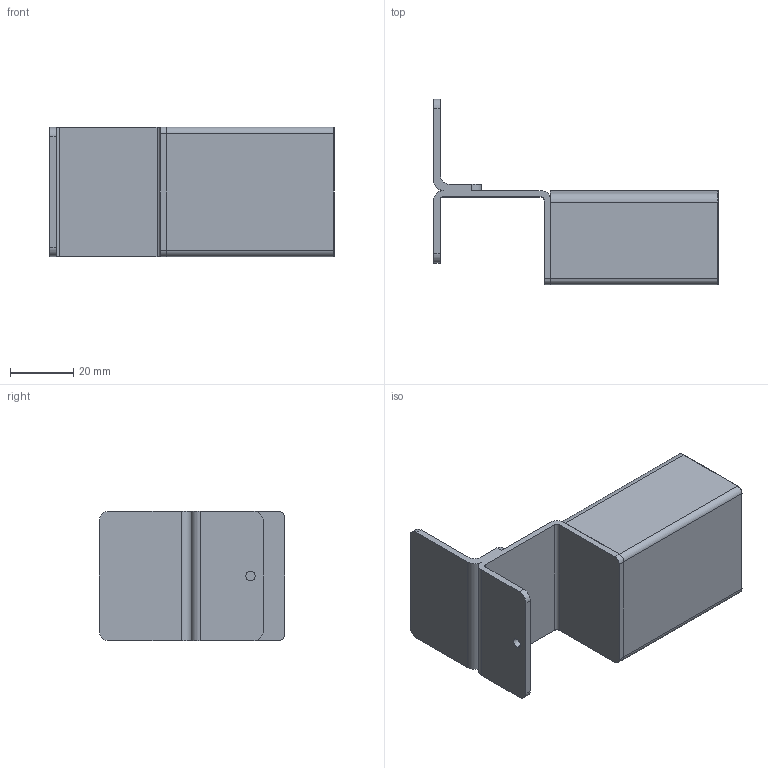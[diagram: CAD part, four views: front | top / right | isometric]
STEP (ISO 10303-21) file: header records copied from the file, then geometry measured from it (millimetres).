
FILE_DESCRIPTION (( 'STEP AP203' ), '1' );
FILE_NAME ('AL-FH-2033J Êðîíøòåéí äëÿ ñòàëüíîé íàïðàâëÿþùåé òèï J.STEP', '2025-03-21T08:53:38', ( '' ), ( '' ), 'SwSTEP 2.0', 'SolidWorks 2021', '' );
FILE_SCHEMA (( 'CONFIG_CONTROL_DESIGN' ));
Length unit declared in the file: millimetre
Products named in the file (1): AL-FH-2033J Êðîíøòåéí äëÿ ñòàëüíîé íàïðàâëÿþùåé òèï J
Bounding box: 90.2 x 58.85 x 41 mm (x, y, z)
Volume: 20925.6 mm3; surface area: 21195.8 mm2
Topology: 2 solids, 2 shells, 83 faces, 213 edges, 130 vertices
Faces by surface type: cylinder 42, plane 29, bspline 12
Entity records: 2793 total; most frequent: CARTESIAN_POINT 743, ORIENTED_EDGE 418, DIRECTION 417, EDGE_CURVE 209, AXIS2_PLACEMENT_3D 150, VERTEX_POINT 130, LINE 117, VECTOR 117
